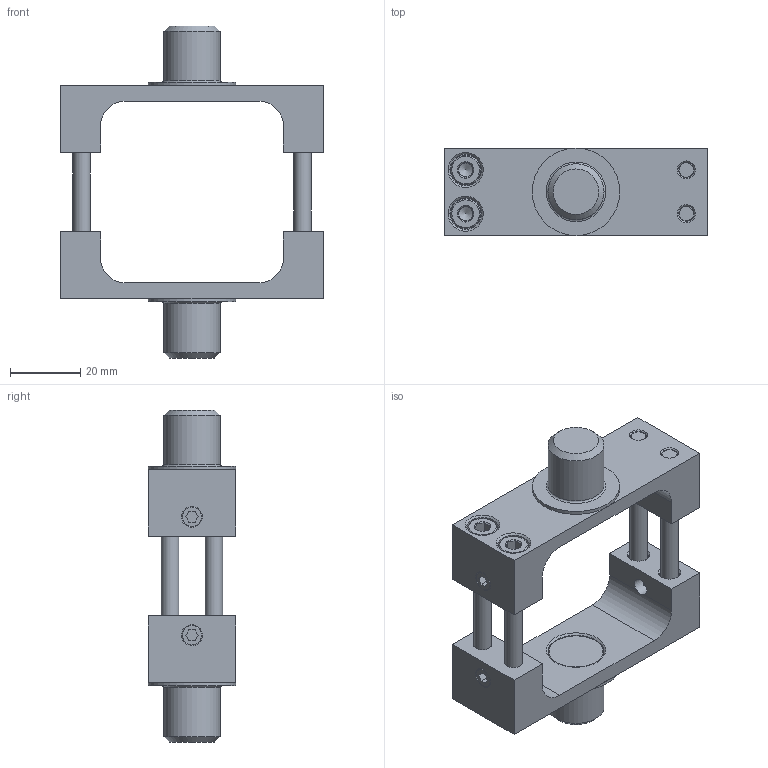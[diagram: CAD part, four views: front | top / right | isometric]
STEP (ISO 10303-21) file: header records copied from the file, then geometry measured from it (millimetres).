
FILE_DESCRIPTION((''),'2;1');
FILE_NAME('CERI40X.stp','2014-09-25T15:22:54',('pc6'),(''),'Autodesk Inventor 2011','Autodesk Inventor 2011','');
FILE_SCHEMA(('AUTOMOTIVE_DESIGN { 1 0 10303 214 1 1 1 1 }'));
Length unit declared in the file: millimetre
Products named in the file (5): CERI40X; STF40X; PPC40X; VM555; GRM610
Assembly tree (12 placements, depth 2):
  CERI40X
    STF40X  x2
    PPC40X  x2
    VM555  x4
    GRM610  x4
Bounding box: 75 x 25 x 94.8 mm (x, y, z)
Volume: 42955.9 mm3; surface area: 25142.3 mm2
Topology: 12 solids, 12 shells, 226 faces, 526 edges, 336 vertices
Faces by surface type: plane 128, cone 56, cylinder 40, torus 2
Full cylindrical faces by diameter (mm): 4.134 x4, 4.917 x4, 5 x4, 5.5 x4, 6 x4, 8.5 x4, 9 x4, 16 x6, 25 x2
Entity records: 2242 total; most frequent: CARTESIAN_POINT 389, DIRECTION 382, ORIENTED_EDGE 280, AXIS2_PLACEMENT_3D 159, EDGE_CURVE 140, EDGE_LOOP 136, VERTEX_POINT 110, FACE_OUTER_BOUND 80
